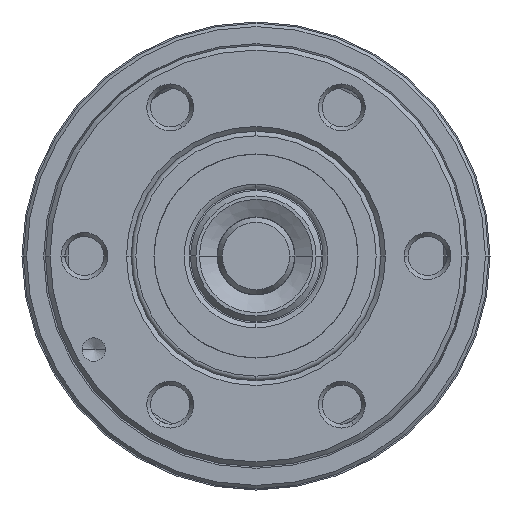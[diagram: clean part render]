
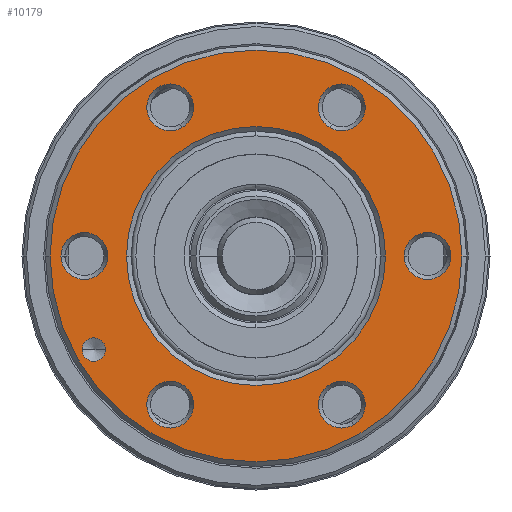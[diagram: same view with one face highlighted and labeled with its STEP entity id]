
A CAD part, left-side view. The second image highlights one B-rep face of the part: STEP entity #10179.
In plain terms, the highlighted planar face has unit normal (-1, 0, 0).
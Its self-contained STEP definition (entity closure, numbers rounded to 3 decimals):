
#1118=CARTESIAN_POINT('',(-0.215,0.,0.));
#1119=DIRECTION('',(-1.,0.,0.));
#1120=DIRECTION('',(0.,-1.,0.));
#1121=AXIS2_PLACEMENT_3D('',#1118,#1119,#1120);
#1126=CARTESIAN_POINT('',(-0.215,0.,0.));
#1127=DIRECTION('',(1.,0.,0.));
#1128=DIRECTION('',(0.,-1.,0.));
#1129=AXIS2_PLACEMENT_3D('',#1126,#1127,#1128);
#1134=CARTESIAN_POINT('',(-0.215,11.,0.));
#1135=DIRECTION('',(-1.,0.,0.));
#1136=DIRECTION('',(0.,1.,0.));
#1137=AXIS2_PLACEMENT_3D('',#1134,#1135,#1136);
#1142=CARTESIAN_POINT('',(-0.215,11.,0.));
#1143=DIRECTION('',(-1.,0.,0.));
#1144=DIRECTION('',(0.,-1.,0.));
#1145=AXIS2_PLACEMENT_3D('',#1142,#1143,#1144);
#1150=CARTESIAN_POINT('',(-0.215,5.5,9.526));
#1151=DIRECTION('',(-1.,0.,0.));
#1152=DIRECTION('',(0.,0.5,0.866));
#1153=AXIS2_PLACEMENT_3D('',#1150,#1151,#1152);
#1158=CARTESIAN_POINT('',(-0.215,5.5,9.526));
#1159=DIRECTION('',(-1.,0.,0.));
#1160=DIRECTION('',(0.,-0.5,-0.866));
#1161=AXIS2_PLACEMENT_3D('',#1158,#1159,#1160);
#1166=CARTESIAN_POINT('',(-0.215,-5.5,9.526));
#1167=DIRECTION('',(-1.,0.,0.));
#1168=DIRECTION('',(0.,-0.5,0.866));
#1169=AXIS2_PLACEMENT_3D('',#1166,#1167,#1168);
#1174=CARTESIAN_POINT('',(-0.215,-5.5,9.526));
#1175=DIRECTION('',(-1.,0.,0.));
#1176=DIRECTION('',(0.,0.5,-0.866));
#1177=AXIS2_PLACEMENT_3D('',#1174,#1175,#1176);
#1182=CARTESIAN_POINT('',(-0.215,-11.,0.));
#1183=DIRECTION('',(-1.,0.,0.));
#1184=DIRECTION('',(0.,-1.,0.));
#1185=AXIS2_PLACEMENT_3D('',#1182,#1183,#1184);
#1190=CARTESIAN_POINT('',(-0.215,-11.,0.));
#1191=DIRECTION('',(-1.,0.,0.));
#1192=DIRECTION('',(0.,1.,0.));
#1193=AXIS2_PLACEMENT_3D('',#1190,#1191,#1192);
#1198=CARTESIAN_POINT('',(-0.215,-5.5,-9.526));
#1199=DIRECTION('',(-1.,0.,0.));
#1200=DIRECTION('',(0.,-0.5,-0.866));
#1201=AXIS2_PLACEMENT_3D('',#1198,#1199,#1200);
#1206=CARTESIAN_POINT('',(-0.215,-5.5,-9.526));
#1207=DIRECTION('',(-1.,0.,0.));
#1208=DIRECTION('',(0.,0.5,0.866));
#1209=AXIS2_PLACEMENT_3D('',#1206,#1207,#1208);
#1214=CARTESIAN_POINT('',(-0.215,5.5,-9.526));
#1215=DIRECTION('',(-1.,0.,0.));
#1216=DIRECTION('',(0.,0.5,-0.866));
#1217=AXIS2_PLACEMENT_3D('',#1214,#1215,#1216);
#1222=CARTESIAN_POINT('',(-0.215,5.5,-9.526));
#1223=DIRECTION('',(-1.,0.,0.));
#1224=DIRECTION('',(0.,-0.5,0.866));
#1225=AXIS2_PLACEMENT_3D('',#1222,#1223,#1224);
#1230=CARTESIAN_POINT('',(-0.215,10.392,-6.));
#1231=DIRECTION('',(-1.,0.,0.));
#1232=DIRECTION('',(0.,1.,0.));
#1233=AXIS2_PLACEMENT_3D('',#1230,#1231,#1232);
#1238=CARTESIAN_POINT('',(-0.215,10.392,-6.));
#1239=DIRECTION('',(-1.,0.,0.));
#1240=DIRECTION('',(0.,-1.,0.));
#1241=AXIS2_PLACEMENT_3D('',#1238,#1239,#1240);
#1262=CARTESIAN_POINT('',(-0.215,0.,0.));
#1263=DIRECTION('',(1.,0.,0.));
#1264=DIRECTION('',(0.,-1.,0.));
#1265=AXIS2_PLACEMENT_3D('',#1262,#1263,#1264);
#1285=CARTESIAN_POINT('',(-0.215,0.,0.));
#1286=DIRECTION('',(-1.,0.,0.));
#1287=DIRECTION('',(0.,-1.,0.));
#1288=AXIS2_PLACEMENT_3D('',#1285,#1286,#1287);
#8057=CARTESIAN_POINT('',(-0.215,-13.2,0.));
#8059=VERTEX_POINT('',#8057);
#8061=CARTESIAN_POINT('',(-0.215,13.2,0.));
#8063=VERTEX_POINT('',#8061);
#8068=CARTESIAN_POINT('',(-0.215,-8.3,0.));
#8069=CARTESIAN_POINT('',(-0.215,8.3,0.));
#8070=VERTEX_POINT('',#8068);
#8071=VERTEX_POINT('',#8069);
#8078=CARTESIAN_POINT('',(-0.215,12.5,0.));
#8079=CARTESIAN_POINT('',(-0.215,9.5,0.));
#8080=VERTEX_POINT('',#8078);
#8081=VERTEX_POINT('',#8079);
#8114=CARTESIAN_POINT('',(-0.215,6.25,10.825));
#8115=CARTESIAN_POINT('',(-0.215,4.75,8.227));
#8116=VERTEX_POINT('',#8114);
#8117=VERTEX_POINT('',#8115);
#8120=CARTESIAN_POINT('',(-0.215,-6.25,10.825));
#8121=CARTESIAN_POINT('',(-0.215,-4.75,8.227));
#8122=VERTEX_POINT('',#8120);
#8123=VERTEX_POINT('',#8121);
#8126=CARTESIAN_POINT('',(-0.215,-12.5,0.));
#8127=CARTESIAN_POINT('',(-0.215,-9.5,0.));
#8128=VERTEX_POINT('',#8126);
#8129=VERTEX_POINT('',#8127);
#8132=CARTESIAN_POINT('',(-0.215,-6.25,-10.825));
#8133=CARTESIAN_POINT('',(-0.215,-4.75,-8.227));
#8134=VERTEX_POINT('',#8132);
#8135=VERTEX_POINT('',#8133);
#8138=CARTESIAN_POINT('',(-0.215,6.25,-10.825));
#8139=CARTESIAN_POINT('',(-0.215,4.75,-8.227));
#8140=VERTEX_POINT('',#8138);
#8141=VERTEX_POINT('',#8139);
#8150=CARTESIAN_POINT('',(-0.215,11.142,-6.));
#8151=CARTESIAN_POINT('',(-0.215,9.642,-6.));
#8152=VERTEX_POINT('',#8150);
#8153=VERTEX_POINT('',#8151);
#10122=CARTESIAN_POINT('',(-0.215,0.,0.));
#10123=DIRECTION('',(1.,0.,0.));
#10124=DIRECTION('',(0.,-1.,0.));
#10125=AXIS2_PLACEMENT_3D('',#10122,#10123,#10124);
#10126=PLANE('',#10125);
#10127=ORIENTED_EDGE('',*,*,#10115,.F.);
#10128=ORIENTED_EDGE('',*,*,#10104,.T.);
#10129=EDGE_LOOP('',(#10127,#10128));
#10130=FACE_OUTER_BOUND('',#10129,.F.);
#10132=ORIENTED_EDGE('',*,*,#10131,.F.);
#10134=ORIENTED_EDGE('',*,*,#10133,.T.);
#10135=EDGE_LOOP('',(#10132,#10134));
#10136=FACE_BOUND('',#10135,.F.);
#10138=ORIENTED_EDGE('',*,*,#10137,.T.);
#10140=ORIENTED_EDGE('',*,*,#10139,.T.);
#10141=EDGE_LOOP('',(#10138,#10140));
#10142=FACE_BOUND('',#10141,.F.);
#10144=ORIENTED_EDGE('',*,*,#10143,.T.);
#10146=ORIENTED_EDGE('',*,*,#10145,.T.);
#10147=EDGE_LOOP('',(#10144,#10146));
#10148=FACE_BOUND('',#10147,.F.);
#10150=ORIENTED_EDGE('',*,*,#10149,.T.);
#10152=ORIENTED_EDGE('',*,*,#10151,.T.);
#10153=EDGE_LOOP('',(#10150,#10152));
#10154=FACE_BOUND('',#10153,.F.);
#10156=ORIENTED_EDGE('',*,*,#10155,.T.);
#10158=ORIENTED_EDGE('',*,*,#10157,.T.);
#10159=EDGE_LOOP('',(#10156,#10158));
#10160=FACE_BOUND('',#10159,.F.);
#10162=ORIENTED_EDGE('',*,*,#10161,.T.);
#10164=ORIENTED_EDGE('',*,*,#10163,.T.);
#10165=EDGE_LOOP('',(#10162,#10164));
#10166=FACE_BOUND('',#10165,.F.);
#10168=ORIENTED_EDGE('',*,*,#10167,.T.);
#10170=ORIENTED_EDGE('',*,*,#10169,.T.);
#10171=EDGE_LOOP('',(#10168,#10170));
#10172=FACE_BOUND('',#10171,.F.);
#10174=ORIENTED_EDGE('',*,*,#10173,.T.);
#10176=ORIENTED_EDGE('',*,*,#10175,.T.);
#10177=EDGE_LOOP('',(#10174,#10176));
#10178=FACE_BOUND('',#10177,.F.);
#10179=ADVANCED_FACE('',(#10130,#10136,#10142,#10148,#10154,#10160,#10166,
#10172,#10178),#10126,.F.);
#1122=CIRCLE('',#1121,13.2);
#1130=CIRCLE('',#1129,13.2);
#1138=CIRCLE('',#1137,1.5);
#1146=CIRCLE('',#1145,1.5);
#1154=CIRCLE('',#1153,1.5);
#1162=CIRCLE('',#1161,1.5);
#1170=CIRCLE('',#1169,1.5);
#1178=CIRCLE('',#1177,1.5);
#1186=CIRCLE('',#1185,1.5);
#1194=CIRCLE('',#1193,1.5);
#1202=CIRCLE('',#1201,1.5);
#1210=CIRCLE('',#1209,1.5);
#1218=CIRCLE('',#1217,1.5);
#1226=CIRCLE('',#1225,1.5);
#1234=CIRCLE('',#1233,0.75);
#1242=CIRCLE('',#1241,0.75);
#1266=CIRCLE('',#1265,8.3);
#1289=CIRCLE('',#1288,8.3);
#10104=EDGE_CURVE('',#8059,#8063,#1130,.T.);
#10115=EDGE_CURVE('',#8059,#8063,#1122,.T.);
#10131=EDGE_CURVE('',#8070,#8071,#1266,.T.);
#10133=EDGE_CURVE('',#8070,#8071,#1289,.T.);
#10137=EDGE_CURVE('',#8080,#8081,#1138,.T.);
#10139=EDGE_CURVE('',#8081,#8080,#1146,.T.);
#10143=EDGE_CURVE('',#8116,#8117,#1154,.T.);
#10145=EDGE_CURVE('',#8117,#8116,#1162,.T.);
#10149=EDGE_CURVE('',#8122,#8123,#1170,.T.);
#10151=EDGE_CURVE('',#8123,#8122,#1178,.T.);
#10155=EDGE_CURVE('',#8128,#8129,#1186,.T.);
#10157=EDGE_CURVE('',#8129,#8128,#1194,.T.);
#10161=EDGE_CURVE('',#8134,#8135,#1202,.T.);
#10163=EDGE_CURVE('',#8135,#8134,#1210,.T.);
#10167=EDGE_CURVE('',#8140,#8141,#1218,.T.);
#10169=EDGE_CURVE('',#8141,#8140,#1226,.T.);
#10173=EDGE_CURVE('',#8152,#8153,#1234,.T.);
#10175=EDGE_CURVE('',#8153,#8152,#1242,.T.);
